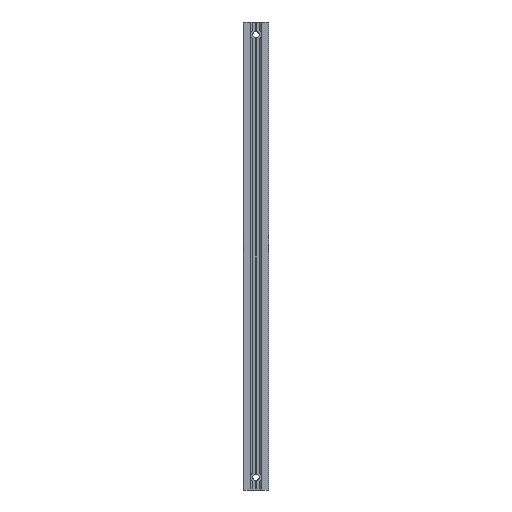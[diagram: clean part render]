
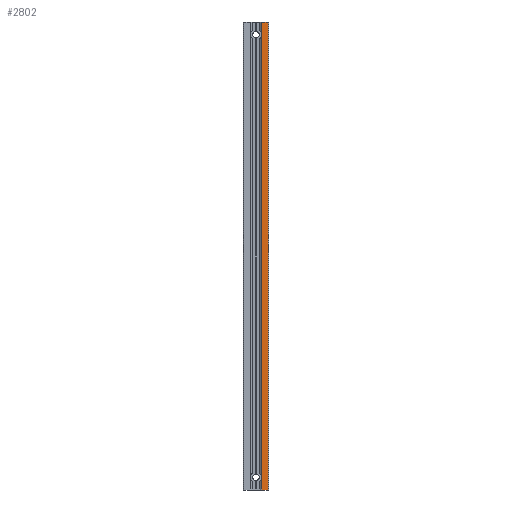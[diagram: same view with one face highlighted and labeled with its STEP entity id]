
A CAD part, front view. The second image highlights one B-rep face of the part: STEP entity #2802.
In plain terms, the highlighted planar face has unit normal (0, -1, 0).
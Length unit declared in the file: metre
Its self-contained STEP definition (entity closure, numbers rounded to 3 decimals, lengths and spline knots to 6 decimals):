
#60=PLANE('',#2999);
#135=CIRCLE('',#3000,0.0045);
#136=CIRCLE('',#3001,0.0045);
#402=ORIENTED_EDGE('',*,*,#1251,.F.);
#403=ORIENTED_EDGE('',*,*,#1124,.F.);
#404=ORIENTED_EDGE('',*,*,#1252,.T.);
#405=ORIENTED_EDGE('',*,*,#1249,.T.);
#406=ORIENTED_EDGE('',*,*,#1253,.F.);
#407=ORIENTED_EDGE('',*,*,#1254,.F.);
#408=ORIENTED_EDGE('',*,*,#1255,.F.);
#409=ORIENTED_EDGE('',*,*,#1130,.F.);
#1124=EDGE_CURVE('',#1558,#1559,#1848,.T.);
#1130=EDGE_CURVE('',#1564,#1565,#1851,.T.);
#1249=EDGE_CURVE('',#1665,#1664,#1918,.T.);
#1251=EDGE_CURVE('',#1559,#1564,#135,.T.);
#1252=EDGE_CURVE('',#1558,#1665,#1919,.T.);
#1253=EDGE_CURVE('',#1666,#1664,#1920,.T.);
#1254=EDGE_CURVE('',#1667,#1666,#1921,.T.);
#1255=EDGE_CURVE('',#1565,#1667,#136,.T.);
#1558=VERTEX_POINT('',#4061);
#1559=VERTEX_POINT('',#4062);
#1564=VERTEX_POINT('',#4079);
#1565=VERTEX_POINT('',#4081);
#1664=VERTEX_POINT('',#4414);
#1665=VERTEX_POINT('',#4416);
#1666=VERTEX_POINT('',#4422);
#1667=VERTEX_POINT('',#4424);
#1848=LINE('',#4060,#2112);
#1851=LINE('',#4080,#2115);
#1918=LINE('',#4415,#2182);
#1919=LINE('',#4420,#2183);
#1920=LINE('',#4421,#2184);
#1921=LINE('',#4423,#2185);
#2112=VECTOR('',#3218,1.);
#2115=VECTOR('',#3225,1.);
#2182=VECTOR('',#3432,1.);
#2183=VECTOR('',#3439,1.);
#2184=VECTOR('',#3440,1.);
#2185=VECTOR('',#3441,1.);
#2414=EDGE_LOOP('',(#402,#403,#404,#405,#406,#407,#408,#409));
#2572=FACE_BOUND('',#2414,.T.);
#2802=ADVANCED_FACE('',(#2572),#60,.T.);
#2999=AXIS2_PLACEMENT_3D('',#4418,#3435,#3436);
#3000=AXIS2_PLACEMENT_3D('',#4419,#3437,#3438);
#3001=AXIS2_PLACEMENT_3D('',#4425,#3442,#3443);
#3218=DIRECTION('',(0.,0.,1.));
#3225=DIRECTION('',(0.,0.,1.));
#3432=DIRECTION('',(0.,0.,1.));
#3435=DIRECTION('',(0.,-1.,0.));
#3436=DIRECTION('',(1.,0.,0.));
#3437=DIRECTION('',(0.,-1.,0.));
#3438=DIRECTION('',(1.,0.,0.));
#3439=DIRECTION('',(1.,0.,0.));
#3440=DIRECTION('',(1.,0.,0.));
#3441=DIRECTION('',(0.,0.,1.));
#3442=DIRECTION('',(0.,-1.,0.));
#3443=DIRECTION('',(1.,0.,0.));
#4060=CARTESIAN_POINT('',(0.004426,-0.01,-0.37));
#4061=CARTESIAN_POINT('',(0.004426,-0.01,-0.37));
#4062=CARTESIAN_POINT('',(0.004426,-0.01,-0.360813));
#4079=CARTESIAN_POINT('',(0.004426,-0.01,-0.359187));
#4080=CARTESIAN_POINT('',(0.004426,-0.01,-0.37));
#4081=CARTESIAN_POINT('',(0.004426,-0.01,-0.010813));
#4414=CARTESIAN_POINT('',(0.00975,-0.01,0.));
#4415=CARTESIAN_POINT('',(0.00975,-0.01,-0.37));
#4416=CARTESIAN_POINT('',(0.00975,-0.01,-0.37));
#4418=CARTESIAN_POINT('',(0.007088,-0.01,-0.37));
#4419=CARTESIAN_POINT('',(0.,-0.01,-0.36));
#4420=CARTESIAN_POINT('',(0.007088,-0.01,-0.37));
#4421=CARTESIAN_POINT('',(0.007088,-0.01,0.));
#4422=CARTESIAN_POINT('',(0.004426,-0.01,0.));
#4423=CARTESIAN_POINT('',(0.004426,-0.01,-0.37));
#4424=CARTESIAN_POINT('',(0.004426,-0.01,-0.009187));
#4425=CARTESIAN_POINT('',(0.,-0.01,-0.01));
